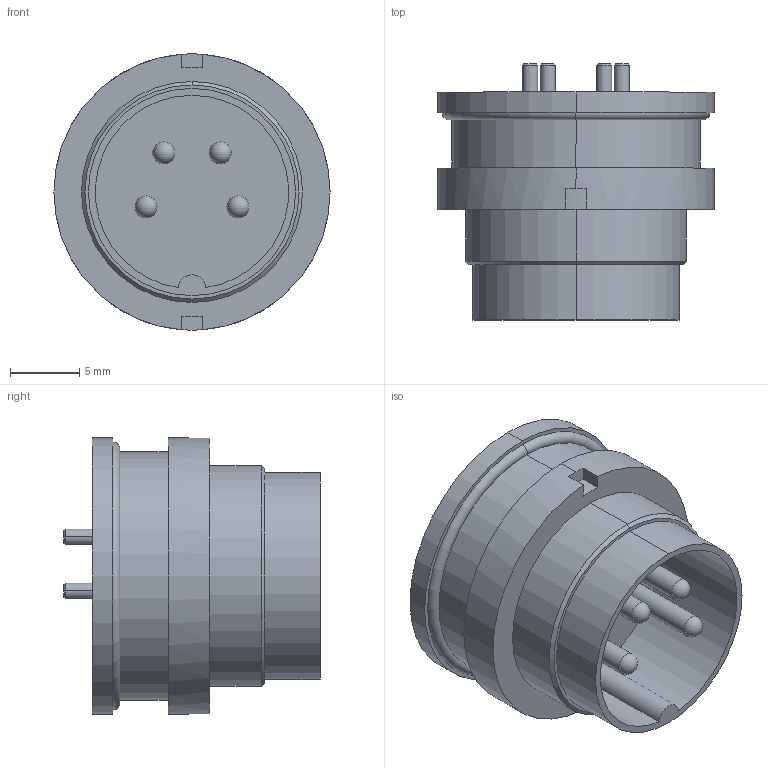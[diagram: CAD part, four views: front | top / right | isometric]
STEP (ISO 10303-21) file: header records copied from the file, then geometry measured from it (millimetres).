
FILE_DESCRIPTION((''),'2;1');
FILE_NAME('09-0111-80-04.stp','2005-04-22T09:47:34',('generator'),(''),'Autodesk Inventor 7','Autodesk Inventor 7','');
FILE_SCHEMA(('AUTOMOTIVE_DESIGN { 1 0 10303 214 1 1 1 1 }'));
Length unit declared in the file: millimetre
Products named in the file (1): 09-0111-80-04
Bounding box: 20 x 18.55 x 20 mm (x, y, z)
Volume: 2167.7 mm3; surface area: 2674.4 mm2
Topology: 5 solids, 5 shells, 77 faces, 169 edges, 106 vertices
Faces by surface type: cylinder 37, plane 24, cone 10, sphere 4, torus 2
Entity records: 2042 total; most frequent: DIRECTION 401, CARTESIAN_POINT 329, ORIENTED_EDGE 306, AXIS2_PLACEMENT_3D 170, EDGE_CURVE 153, VERTEX_POINT 98, CIRCLE 92, EDGE_LOOP 89
